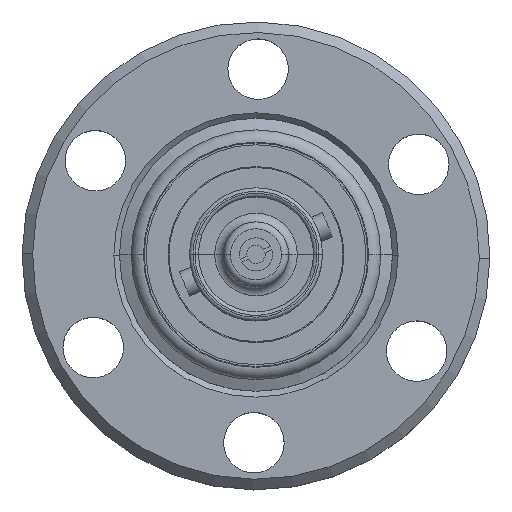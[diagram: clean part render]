
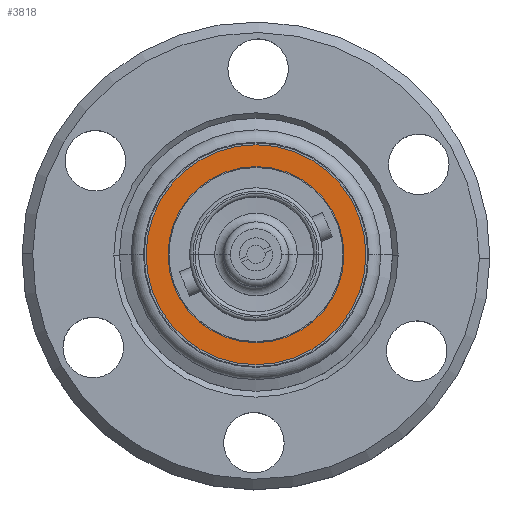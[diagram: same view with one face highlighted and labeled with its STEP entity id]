
A CAD part, top view. The second image highlights one B-rep face of the part: STEP entity #3818.
In plain terms, the highlighted planar face has unit normal (0, 0, 1).
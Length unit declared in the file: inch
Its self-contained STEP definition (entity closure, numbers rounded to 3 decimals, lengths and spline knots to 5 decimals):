
#520 = CARTESIAN_POINT ( 'NONE',  ( 0., 0., 1.03424 ) ) ;
#523 = FACE_OUTER_BOUND ( 'NONE', #3613, .T. ) ;
#524 = FACE_BOUND ( 'NONE', #3575, .T. ) ;
#525 = PLANE ( 'NONE',  #4380 ) ;
#526 = DIRECTION ( 'NONE',  ( 0., 0., -1. ) ) ;
#527 = DIRECTION ( 'NONE',  ( 0., 1., 0. ) ) ;
#530 = DIRECTION ( 'NONE',  ( 1., 0., 0. ) ) ;
#948 = CARTESIAN_POINT ( 'NONE',  ( 0., 0.3125, 1.03424 ) ) ;
#977 = CARTESIAN_POINT ( 'NONE',  ( -0.25, 0., 1.03424 ) ) ;
#1067 = CARTESIAN_POINT ( 'NONE',  ( 0., -0.3125, 1.03424 ) ) ;
#1300 = AXIS2_PLACEMENT_3D ( 'NONE', #7398, #7399, #7400 ) ;
#1303 = CIRCLE ( 'NONE', #1300, 0.25 ) ;
#1311 = AXIS2_PLACEMENT_3D ( 'NONE', #7381, #7382, #7383 ) ;
#1314 = CIRCLE ( 'NONE', #1311, 0.3125 ) ;
#1514 = CIRCLE ( 'NONE', #1697, 0.25 ) ;
#1570 = AXIS2_PLACEMENT_3D ( 'NONE', #4171, #4170, #4169 ) ;
#1697 = AXIS2_PLACEMENT_3D ( 'NONE', #3886, #5861, #530 ) ;
#1703 = CIRCLE ( 'NONE', #1570, 0.3125 ) ;
#1976 = EDGE_CURVE ( 'NONE', #6395, #6803, #1703, .T. ) ;
#1994 = EDGE_CURVE ( 'NONE', #2301, #6424, #1514, .T. ) ;
#2140 = EDGE_CURVE ( 'NONE', #6803, #6395, #1314, .T. ) ;
#2146 = EDGE_CURVE ( 'NONE', #6424, #2301, #1303, .T. ) ;
#2301 = VERTEX_POINT ( 'NONE', #5252 ) ;
#3070 = ORIENTED_EDGE ( 'NONE', *, *, #2140, .F. ) ;
#3071 = ORIENTED_EDGE ( 'NONE', *, *, #1976, .F. ) ;
#3072 = ORIENTED_EDGE ( 'NONE', *, *, #1994, .F. ) ;
#3073 = ORIENTED_EDGE ( 'NONE', *, *, #2146, .F. ) ;
#3575 = EDGE_LOOP ( 'NONE', ( #3072, #3073 ) ) ;
#3613 = EDGE_LOOP ( 'NONE', ( #3070, #3071 ) ) ;
#3818 = ADVANCED_FACE ( 'NONE', ( #523, #524 ), #525, .F. ) ;
#3886 = CARTESIAN_POINT ( 'NONE',  ( 0., 0., 1.03424 ) ) ;
#4169 = DIRECTION ( 'NONE',  ( 0., -1., 0. ) ) ;
#4170 = DIRECTION ( 'NONE',  ( 0., 0., -1. ) ) ;
#4171 = CARTESIAN_POINT ( 'NONE',  ( 0., 0., 1.03424 ) ) ;
#4380 = AXIS2_PLACEMENT_3D ( 'NONE', #520, #526, #527 ) ;
#5252 = CARTESIAN_POINT ( 'NONE',  ( 0.25, 0., 1.03424 ) ) ;
#5861 = DIRECTION ( 'NONE',  ( 0., 0., 1. ) ) ;
#6395 = VERTEX_POINT ( 'NONE', #948 ) ;
#6424 = VERTEX_POINT ( 'NONE', #977 ) ;
#6803 = VERTEX_POINT ( 'NONE', #1067 ) ;
#7381 = CARTESIAN_POINT ( 'NONE',  ( 0., 0., 1.03424 ) ) ;
#7382 = DIRECTION ( 'NONE',  ( 0., 0., -1. ) ) ;
#7383 = DIRECTION ( 'NONE',  ( 0., -1., 0. ) ) ;
#7398 = CARTESIAN_POINT ( 'NONE',  ( 0., 0., 1.03424 ) ) ;
#7399 = DIRECTION ( 'NONE',  ( 0., 0., 1. ) ) ;
#7400 = DIRECTION ( 'NONE',  ( 1., 0., 0. ) ) ;
